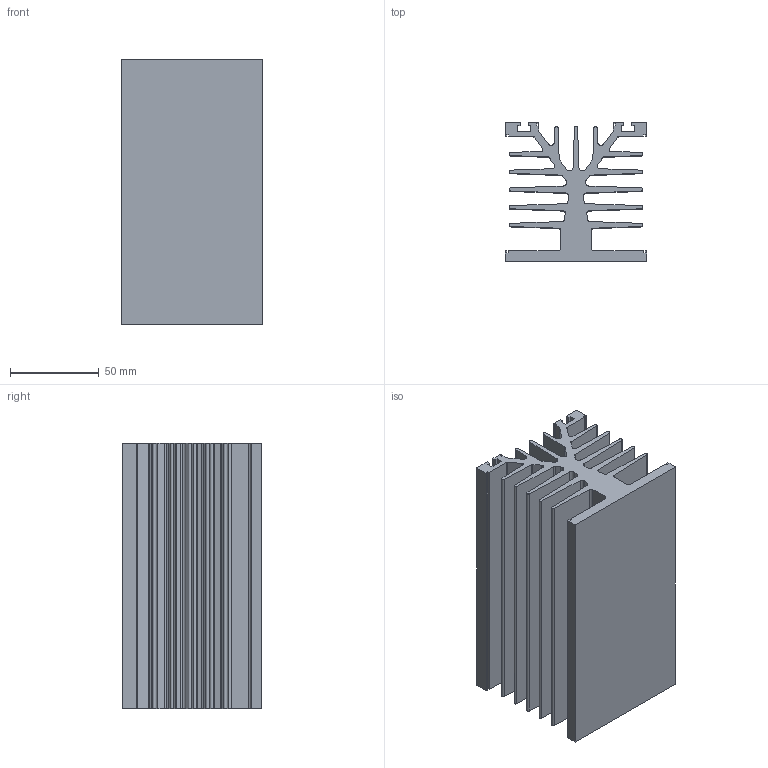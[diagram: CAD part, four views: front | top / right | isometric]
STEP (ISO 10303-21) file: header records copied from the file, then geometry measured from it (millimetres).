
FILE_DESCRIPTION (( 'STEP AP214' ), '1' );
FILE_NAME ('Fischer SK089.STEP', '2012-03-25T10:21:23', ( 'stein' ), ( '' ), 'SwSTEP 2.0', 'SolidWorks 2012', '' );
FILE_SCHEMA (( 'AUTOMOTIVE_DESIGN' ));
Length unit declared in the file: millimetre
Products named in the file (1): Fischer SK089
Bounding box: 80 x 78.6 x 150 mm (x, y, z)
Volume: 371678.3 mm3; surface area: 174080.6 mm2
Topology: 1 solids, 1 shells, 150 faces, 444 edges, 296 vertices
Faces by surface type: plane 97, cylinder 53
Entity records: 5048 total; most frequent: CARTESIAN_POINT 891, ORIENTED_EDGE 888, DIRECTION 852, EDGE_CURVE 444, LINE 338, VECTOR 338, VERTEX_POINT 296, AXIS2_PLACEMENT_3D 257
